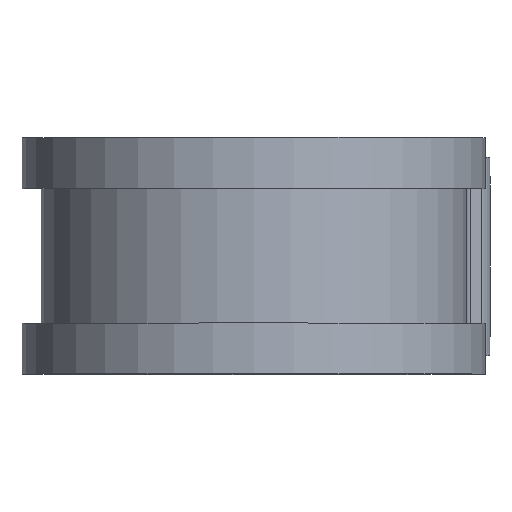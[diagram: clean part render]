
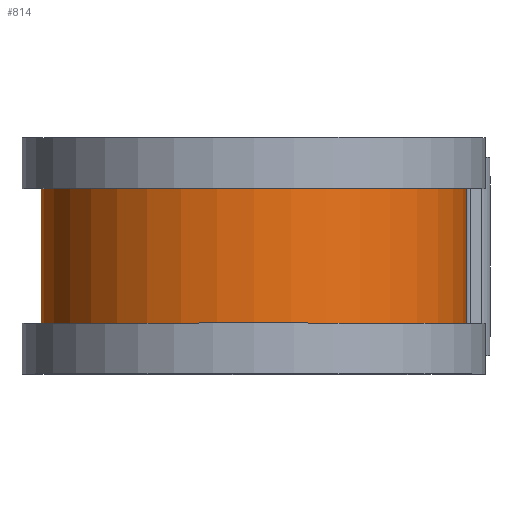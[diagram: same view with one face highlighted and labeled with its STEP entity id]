
A CAD part, top view. The second image highlights one B-rep face of the part: STEP entity #814.
In plain terms, the highlighted cylindrical face has radius 17.031 mm (diameter 34.061 mm), a partial arc.
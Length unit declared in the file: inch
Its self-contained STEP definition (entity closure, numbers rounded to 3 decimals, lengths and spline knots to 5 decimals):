
#37 = VECTOR ( 'NONE', #1148, 39.37008 ) ;
#61 = ORIENTED_EDGE ( 'NONE', *, *, #83, .T. ) ;
#83 = EDGE_CURVE ( 'NONE', #670, #684, #1631, .T. ) ;
#98 = VERTEX_POINT ( 'NONE', #1548 ) ;
#133 = CIRCLE ( 'NONE', #520, 0.6705 ) ;
#275 = AXIS2_PLACEMENT_3D ( 'NONE', #766, #712, #851 ) ;
#279 = ORIENTED_EDGE ( 'NONE', *, *, #355, .T. ) ;
#355 = EDGE_CURVE ( 'NONE', #719, #670, #615, .T. ) ;
#500 = CARTESIAN_POINT ( 'NONE',  ( 0., -0.2125, 0. ) ) ;
#511 = CARTESIAN_POINT ( 'NONE',  ( 0.6705, 0.3125, 0. ) ) ;
#520 = AXIS2_PLACEMENT_3D ( 'NONE', #500, #1448, #668 ) ;
#540 = ORIENTED_EDGE ( 'NONE', *, *, #1119, .F. ) ;
#615 = CIRCLE ( 'NONE', #1141, 0.6705 ) ;
#668 = DIRECTION ( 'NONE',  ( 0., 0., -1. ) ) ;
#670 = VERTEX_POINT ( 'NONE', #1558 ) ;
#684 = VERTEX_POINT ( 'NONE', #1524 ) ;
#712 = DIRECTION ( 'NONE',  ( 0., -1., 0. ) ) ;
#719 = VERTEX_POINT ( 'NONE', #1215 ) ;
#723 = ORIENTED_EDGE ( 'NONE', *, *, #1597, .F. ) ;
#738 = CARTESIAN_POINT ( 'NONE',  ( 0., 0.2125, 0. ) ) ;
#766 = CARTESIAN_POINT ( 'NONE',  ( 0., 0.3125, 0. ) ) ;
#814 = ADVANCED_FACE ( 'NONE', ( #1686 ), #1023, .T. ) ;
#851 = DIRECTION ( 'NONE',  ( 0., 0., -1. ) ) ;
#868 = CARTESIAN_POINT ( 'NONE',  ( 0., 0.3125, -0.6705 ) ) ;
#883 = DIRECTION ( 'NONE',  ( 0., -1., 0. ) ) ;
#927 = DIRECTION ( 'NONE',  ( 0., 0., -1. ) ) ;
#1023 = CYLINDRICAL_SURFACE ( 'NONE', #275, 0.6705 ) ;
#1119 = EDGE_CURVE ( 'NONE', #719, #98, #1295, .T. ) ;
#1141 = AXIS2_PLACEMENT_3D ( 'NONE', #738, #883, #927 ) ;
#1148 = DIRECTION ( 'NONE',  ( 0., -1., 0. ) ) ;
#1215 = CARTESIAN_POINT ( 'NONE',  ( 0.6705, 0.2125, 0. ) ) ;
#1263 = VECTOR ( 'NONE', #1450, 39.37008 ) ;
#1295 = LINE ( 'NONE', #511, #1263 ) ;
#1448 = DIRECTION ( 'NONE',  ( 0., -1., 0. ) ) ;
#1450 = DIRECTION ( 'NONE',  ( 0., -1., 0. ) ) ;
#1486 = EDGE_LOOP ( 'NONE', ( #540, #279, #61, #723 ) ) ;
#1524 = CARTESIAN_POINT ( 'NONE',  ( 0., -0.2125, -0.6705 ) ) ;
#1548 = CARTESIAN_POINT ( 'NONE',  ( 0.6705, -0.2125, 0. ) ) ;
#1558 = CARTESIAN_POINT ( 'NONE',  ( 0., 0.2125, -0.6705 ) ) ;
#1597 = EDGE_CURVE ( 'NONE', #98, #684, #133, .T. ) ;
#1631 = LINE ( 'NONE', #868, #37 ) ;
#1686 = FACE_OUTER_BOUND ( 'NONE', #1486, .T. ) ;
